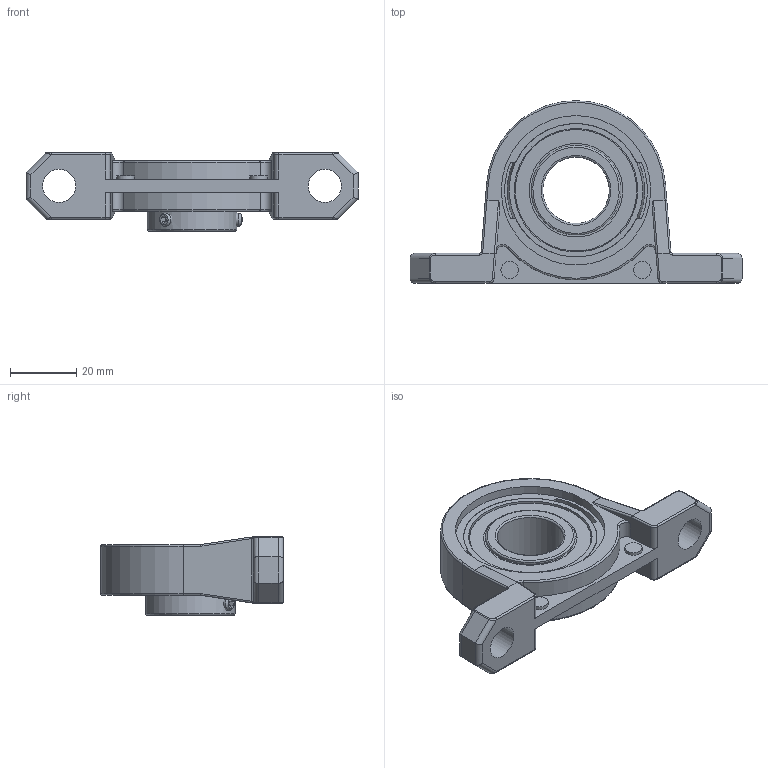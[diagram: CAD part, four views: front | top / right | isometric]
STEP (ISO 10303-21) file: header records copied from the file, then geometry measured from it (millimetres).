
FILE_DESCRIPTION(/* description */ (''),/* implementation_level */ '2;1');
FILE_NAME(/* name */ 'KP004 self aligning flange bearing (vertical 20mm dia).stp',/* time_stamp */ '2022-11-02T09:56:36+01:00',/* author */ ('f.janzen'),/* organization */ (''),/* preprocessor_version */ 'ST-DEVELOPER v19.2',/* originating_system */ 'Autodesk Inventor 2023',/* authorisation */ '');
FILE_SCHEMA (('AUTOMOTIVE_DESIGN { 1 0 10303 214 3 1 1 }'));
Length unit declared in the file: millimetre
Products named in the file (4): self aligning flange bearing (vertical 20mm dia); aluminium body; bearing dummy; AS 1421 - M4 x 5 Kegelstumpf
Assembly tree (4 placements, depth 2):
  self aligning flange bearing (vertical 20mm dia)
    aluminium body
    bearing dummy
    AS 1421 - M4 x 5 Kegelstumpf  x2
Bounding box: 100 x 55 x 23.65 mm (x, y, z)
Volume: 31544.5 mm3; surface area: 19182.5 mm2
Topology: 4 solids, 5 shells, 312 faces, 775 edges, 500 vertices
Faces by surface type: plane 138, cylinder 76, bspline 74, torus 16, cone 6, sphere 2
Full cylindrical faces by diameter (mm): 3.3 x2, 4 x2, 5.2 x2, 10 x2, 20 x1, 27 x3, 28.2 x2, 36.6 x2, 37.2 x3, 45 x2
Entity records: 10256 total; most frequent: CARTESIAN_POINT 3214, ORIENTED_EDGE 1484, DIRECTION 1251, EDGE_CURVE 742, VERTEX_POINT 480, AXIS2_PLACEMENT_3D 426, LINE 399, VECTOR 399
